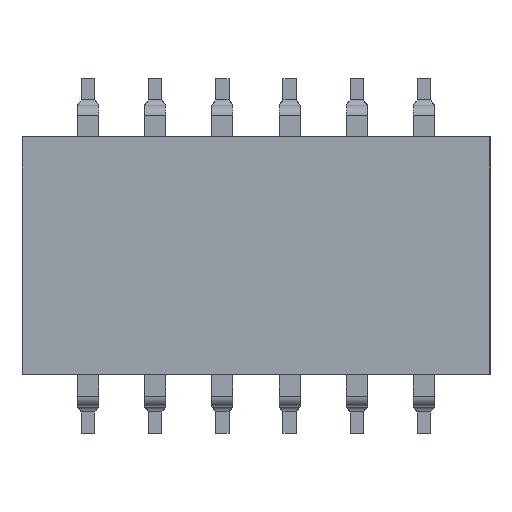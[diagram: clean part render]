
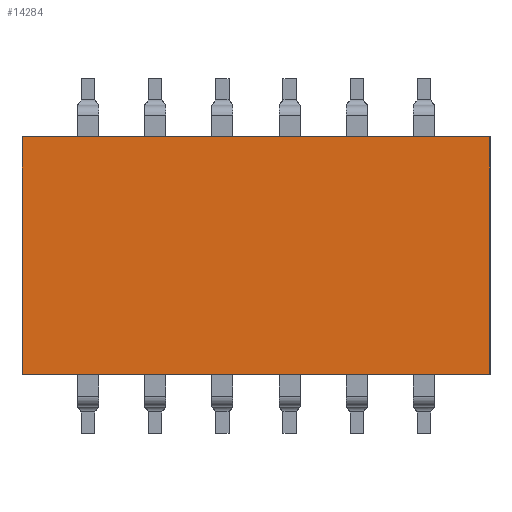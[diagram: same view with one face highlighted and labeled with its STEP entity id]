
A CAD part, top view. The second image highlights one B-rep face of the part: STEP entity #14284.
In plain terms, the highlighted face is planar.
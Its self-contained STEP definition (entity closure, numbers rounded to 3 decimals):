
#14152=CARTESIAN_POINT('',(4.425,-2.25,0.0));
#14153=VERTEX_POINT('',#14152);
#14160=CARTESIAN_POINT('',(4.425,2.25,0.0));
#14161=VERTEX_POINT('',#14160);
#14162=CARTESIAN_POINT('',(4.425,2.25,0.0));
#14163=DIRECTION('',(0.0,-1.0,0.0));
#14164=VECTOR('',#14163,4.5);
#14165=LINE('',#14162,#14164);
#14166=EDGE_CURVE('',#14161,#14153,#14165,.T.);
#14190=CARTESIAN_POINT('',(-4.425,-2.25,0.0));
#14191=VERTEX_POINT('',#14190);
#14198=CARTESIAN_POINT('',(4.425,-2.25,0.0));
#14199=DIRECTION('',(-1.0,0.0,0.0));
#14200=VECTOR('',#14199,8.85);
#14201=LINE('',#14198,#14200);
#14202=EDGE_CURVE('',#14153,#14191,#14201,.T.);
#14221=CARTESIAN_POINT('',(-4.425,2.25,0.0));
#14222=VERTEX_POINT('',#14221);
#14229=CARTESIAN_POINT('',(-4.425,-2.25,0.0));
#14230=DIRECTION('',(0.0,1.0,0.0));
#14231=VECTOR('',#14230,4.5);
#14232=LINE('',#14229,#14231);
#14233=EDGE_CURVE('',#14191,#14222,#14232,.T.);
#14251=CARTESIAN_POINT('',(-4.425,2.25,0.0));
#14252=DIRECTION('',(1.0,0.0,0.0));
#14253=VECTOR('',#14252,8.85);
#14254=LINE('',#14251,#14253);
#14255=EDGE_CURVE('',#14222,#14161,#14254,.T.);
#14273=CARTESIAN_POINT('',(0.,0.,0.0));
#14274=DIRECTION('',(0.0,0.0,1.0));
#14275=DIRECTION('',(1.0,0.0,0.0));
#14276=AXIS2_PLACEMENT_3D('',#14273,#14274,#14275);
#14277=PLANE('',#14276);
#14278=ORIENTED_EDGE('',*,*,#14255,.T.);
#14279=ORIENTED_EDGE('',*,*,#14166,.T.);
#14280=ORIENTED_EDGE('',*,*,#14202,.T.);
#14281=ORIENTED_EDGE('',*,*,#14233,.T.);
#14282=EDGE_LOOP('',(#14278,#14279,#14280,#14281));
#14283=FACE_OUTER_BOUND('',#14282,.T.);
#14284=ADVANCED_FACE('',(#14283),#14277,.F.);
